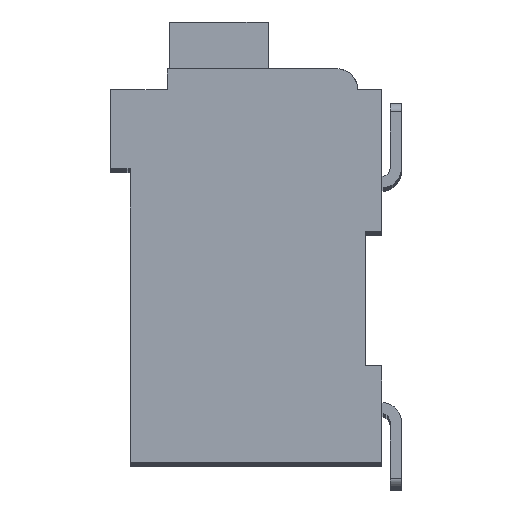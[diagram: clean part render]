
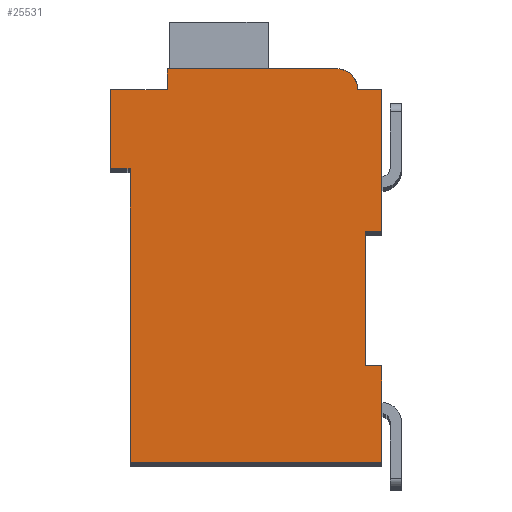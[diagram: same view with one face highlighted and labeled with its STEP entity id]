
A CAD part, top view. The second image highlights one B-rep face of the part: STEP entity #25531.
In plain terms, the highlighted planar face has unit normal (0, 0, 1).
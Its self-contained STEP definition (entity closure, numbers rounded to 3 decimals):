
#2850=DIRECTION('',(1.,0.,0.));
#2851=VECTOR('',#2850,0.5);
#2852=CARTESIAN_POINT('',(7.3,7.15,2.1));
#2853=LINE('',#2852,#2851);
#2854=DIRECTION('',(0.,1.,0.));
#2855=VECTOR('',#2854,4.15);
#2856=CARTESIAN_POINT('',(7.3,3.,2.1));
#2857=LINE('',#2856,#2855);
#2858=DIRECTION('',(-1.,0.,0.));
#2859=VECTOR('',#2858,0.5);
#2860=CARTESIAN_POINT('',(7.8,3.,2.1));
#2861=LINE('',#2860,#2859);
#2862=DIRECTION('',(0.,1.,0.));
#2863=VECTOR('',#2862,3.);
#2864=CARTESIAN_POINT('',(7.8,0.,2.1));
#2865=LINE('',#2864,#2863);
#2866=DIRECTION('',(1.,0.,0.));
#2867=VECTOR('',#2866,7.8);
#2868=CARTESIAN_POINT('',(0.,0.,2.1));
#2869=LINE('',#2868,#2867);
#2870=DIRECTION('',(0.,-1.,0.));
#2871=VECTOR('',#2870,9.1);
#2872=CARTESIAN_POINT('',(0.,9.1,2.1));
#2873=LINE('',#2872,#2871);
#2874=DIRECTION('',(1.,0.,0.));
#2875=VECTOR('',#2874,0.6);
#2876=CARTESIAN_POINT('',(-0.6,9.1,2.1));
#2877=LINE('',#2876,#2875);
#2878=DIRECTION('',(0.,-1.,0.));
#2879=VECTOR('',#2878,2.45);
#2880=CARTESIAN_POINT('',(-0.6,11.55,2.1));
#2881=LINE('',#2880,#2879);
#2882=DIRECTION('',(-1.,0.,0.));
#2883=VECTOR('',#2882,1.75);
#2884=CARTESIAN_POINT('',(1.15,11.55,2.1));
#2885=LINE('',#2884,#2883);
#2886=DIRECTION('',(0.,-1.,0.));
#2887=VECTOR('',#2886,0.65);
#2888=CARTESIAN_POINT('',(1.15,12.2,2.1));
#2889=LINE('',#2888,#2887);
#2890=DIRECTION('',(-1.,0.,0.));
#2891=VECTOR('',#2890,5.25);
#2892=CARTESIAN_POINT('',(6.4,12.2,2.1));
#2893=LINE('',#2892,#2891);
#2894=CARTESIAN_POINT('',(6.4,11.55,2.1));
#2895=DIRECTION('',(0.,0.,1.));
#2896=DIRECTION('',(1.,0.,0.));
#2897=AXIS2_PLACEMENT_3D('',#2894,#2895,#2896);
#2899=DIRECTION('',(-1.,0.,0.));
#2900=VECTOR('',#2899,0.75);
#2901=CARTESIAN_POINT('',(7.8,11.55,2.1));
#2902=LINE('',#2901,#2900);
#2903=DIRECTION('',(0.,1.,0.));
#2904=VECTOR('',#2903,4.4);
#2905=CARTESIAN_POINT('',(7.8,7.15,2.1));
#2906=LINE('',#2905,#2904);
#17767=CARTESIAN_POINT('',(7.3,7.15,2.1));
#17768=CARTESIAN_POINT('',(7.8,7.15,2.1));
#17769=VERTEX_POINT('',#17767);
#17770=VERTEX_POINT('',#17768);
#17771=CARTESIAN_POINT('',(7.8,11.55,2.1));
#17772=VERTEX_POINT('',#17771);
#17773=CARTESIAN_POINT('',(7.05,11.55,2.1));
#17774=VERTEX_POINT('',#17773);
#17775=CARTESIAN_POINT('',(6.4,12.2,2.1));
#17776=VERTEX_POINT('',#17775);
#17777=CARTESIAN_POINT('',(1.15,12.2,2.1));
#17778=VERTEX_POINT('',#17777);
#17779=CARTESIAN_POINT('',(1.15,11.55,2.1));
#17780=VERTEX_POINT('',#17779);
#17781=CARTESIAN_POINT('',(-0.6,11.55,2.1));
#17782=VERTEX_POINT('',#17781);
#17783=CARTESIAN_POINT('',(-0.6,9.1,2.1));
#17784=VERTEX_POINT('',#17783);
#17785=CARTESIAN_POINT('',(0.,9.1,2.1));
#17786=VERTEX_POINT('',#17785);
#17787=CARTESIAN_POINT('',(0.,0.,2.1));
#17788=VERTEX_POINT('',#17787);
#17789=CARTESIAN_POINT('',(7.8,0.,2.1));
#17790=VERTEX_POINT('',#17789);
#17791=CARTESIAN_POINT('',(7.8,3.,2.1));
#17792=VERTEX_POINT('',#17791);
#17793=CARTESIAN_POINT('',(7.3,3.,2.1));
#17794=VERTEX_POINT('',#17793);
#25501=CARTESIAN_POINT('',(0.,0.,2.1));
#25502=DIRECTION('',(0.,0.,1.));
#25503=DIRECTION('',(1.,0.,0.));
#25504=AXIS2_PLACEMENT_3D('',#25501,#25502,#25503);
#25505=PLANE('',#25504);
#25506=ORIENTED_EDGE('',*,*,#23312,.F.);
#25507=ORIENTED_EDGE('',*,*,#24192,.F.);
#25509=ORIENTED_EDGE('',*,*,#25508,.F.);
#25511=ORIENTED_EDGE('',*,*,#25510,.F.);
#25512=ORIENTED_EDGE('',*,*,#25059,.F.);
#25513=ORIENTED_EDGE('',*,*,#24896,.F.);
#25515=ORIENTED_EDGE('',*,*,#25514,.F.);
#25517=ORIENTED_EDGE('',*,*,#25516,.F.);
#25519=ORIENTED_EDGE('',*,*,#25518,.F.);
#25521=ORIENTED_EDGE('',*,*,#25520,.F.);
#25523=ORIENTED_EDGE('',*,*,#25522,.F.);
#25525=ORIENTED_EDGE('',*,*,#25524,.F.);
#25527=ORIENTED_EDGE('',*,*,#25526,.F.);
#25528=ORIENTED_EDGE('',*,*,#23788,.F.);
#25529=EDGE_LOOP('',(#25506,#25507,#25509,#25511,#25512,#25513,#25515,#25517,
#25519,#25521,#25523,#25525,#25527,#25528));
#25530=FACE_OUTER_BOUND('',#25529,.F.);
#2898=CIRCLE('',#2897,0.65);
#23312=EDGE_CURVE('',#17769,#17770,#2853,.T.);
#23788=EDGE_CURVE('',#17770,#17772,#2906,.T.);
#24192=EDGE_CURVE('',#17794,#17769,#2857,.T.);
#24896=EDGE_CURVE('',#17786,#17788,#2873,.T.);
#25059=EDGE_CURVE('',#17788,#17790,#2869,.T.);
#25508=EDGE_CURVE('',#17792,#17794,#2861,.T.);
#25510=EDGE_CURVE('',#17790,#17792,#2865,.T.);
#25514=EDGE_CURVE('',#17784,#17786,#2877,.T.);
#25516=EDGE_CURVE('',#17782,#17784,#2881,.T.);
#25518=EDGE_CURVE('',#17780,#17782,#2885,.T.);
#25520=EDGE_CURVE('',#17778,#17780,#2889,.T.);
#25522=EDGE_CURVE('',#17776,#17778,#2893,.T.);
#25524=EDGE_CURVE('',#17774,#17776,#2898,.T.);
#25526=EDGE_CURVE('',#17772,#17774,#2902,.T.);
#25531=ADVANCED_FACE('',(#25530),#25505,.T.);
